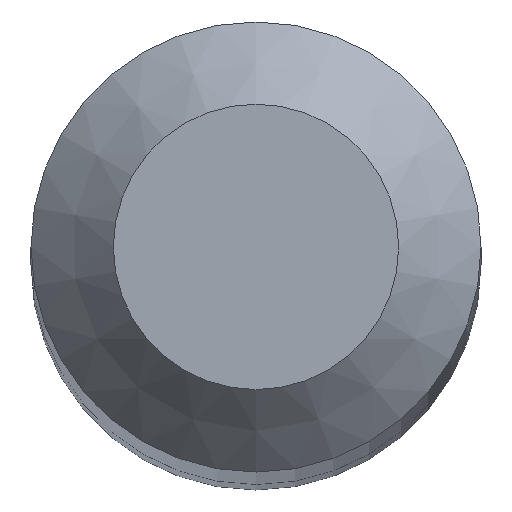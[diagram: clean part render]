
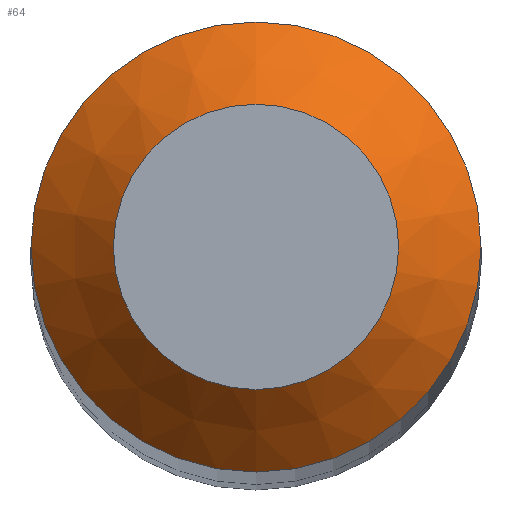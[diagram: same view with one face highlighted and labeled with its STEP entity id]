
A CAD part, top view. The second image highlights one B-rep face of the part: STEP entity #64.
In plain terms, the highlighted conical face has half-angle 45 degrees and reference radius 0.52 mm.
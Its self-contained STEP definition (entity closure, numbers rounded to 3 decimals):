
#11 = AXIS2_PLACEMENT_3D ( 'NONE', #43, #78, #45 ) ;
#20 = EDGE_LOOP ( 'NONE', ( #165 ) ) ;
#23 = DIRECTION ( 'NONE',  ( 0., 1., 0. ) ) ;
#28 = DIRECTION ( 'NONE',  ( 0., 0., -1. ) ) ;
#36 = ORIENTED_EDGE ( 'NONE', *, *, #115, .T. ) ;
#41 = CARTESIAN_POINT ( 'NONE',  ( 0., 0.52, 38. ) ) ;
#43 = CARTESIAN_POINT ( 'NONE',  ( 0., 0., 38. ) ) ;
#44 = DIRECTION ( 'NONE',  ( 0., 0., -1. ) ) ;
#45 = DIRECTION ( 'NONE',  ( 0., 1., 0. ) ) ;
#51 = EDGE_CURVE ( 'NONE', #176, #176, #54, .T. ) ;
#54 = CIRCLE ( 'NONE', #200, 0.82 ) ;
#64 = ADVANCED_FACE ( 'NONE', ( #178, #112 ), #106, .T. ) ;
#78 = DIRECTION ( 'NONE',  ( 0., 0., -1. ) ) ;
#88 = CIRCLE ( 'NONE', #145, 0.52 ) ;
#90 = CARTESIAN_POINT ( 'NONE',  ( 0., 0., 38. ) ) ;
#94 = CARTESIAN_POINT ( 'NONE',  ( 0., 0.82, 37.7 ) ) ;
#106 = CONICAL_SURFACE ( 'NONE', #11, 0.52, 0.785 ) ;
#109 = CARTESIAN_POINT ( 'NONE',  ( 0., 0., 37.7 ) ) ;
#112 = FACE_BOUND ( 'NONE', #202, .T. ) ;
#115 = EDGE_CURVE ( 'NONE', #134, #134, #88, .T. ) ;
#134 = VERTEX_POINT ( 'NONE', #41 ) ;
#145 = AXIS2_PLACEMENT_3D ( 'NONE', #90, #28, #151 ) ;
#151 = DIRECTION ( 'NONE',  ( 0., 1., 0. ) ) ;
#165 = ORIENTED_EDGE ( 'NONE', *, *, #51, .F. ) ;
#176 = VERTEX_POINT ( 'NONE', #94 ) ;
#178 = FACE_OUTER_BOUND ( 'NONE', #20, .T. ) ;
#200 = AXIS2_PLACEMENT_3D ( 'NONE', #109, #44, #23 ) ;
#202 = EDGE_LOOP ( 'NONE', ( #36 ) ) ;
